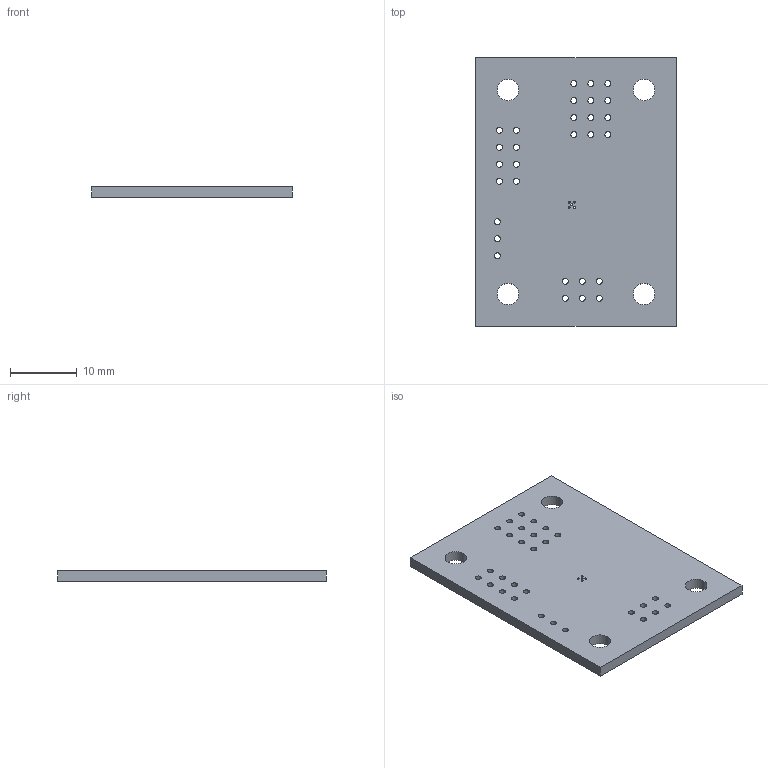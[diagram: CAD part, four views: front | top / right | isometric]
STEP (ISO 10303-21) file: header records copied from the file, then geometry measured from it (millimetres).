
FILE_DESCRIPTION(('KiCad electronic assembly'),'2;1');
FILE_NAME('TPS63060V01B.step','2022-07-20T12:46:50',('Pcbnew'),('Kicad') ,'Open CASCADE STEP processor 7.5','KiCad to STEP converter','Unknown' );
FILE_SCHEMA(('AUTOMOTIVE_DESIGN { 1 0 10303 214 1 1 1 1 }'));
Length unit declared in the file: millimetre
Products named in the file (2): TPS63060V01B 1; TPS63060V01B PCB
Assembly tree (1 placements, depth 2):
  TPS63060V01B 1
    TPS63060V01B PCB
Bounding box: 29.97 x 40.13 x 1.6 mm (x, y, z)
Volume: 1843.7 mm3; surface area: 2730.4 mm2
Topology: 1 solids, 1 shells, 44 faces, 126 edges, 84 vertices
Faces by surface type: cylinder 38, plane 6
Full cylindrical faces by diameter (mm): 0.3 x5, 0.889 x29, 3.2 x4
Entity records: 3323 total; most frequent: DIRECTION 546, CARTESIAN_POINT 508, ORIENTED_EDGE 252, PCURVE 252, DEFINITIONAL_REPRESENTATION 252, LINE 226, VECTOR 226, CIRCLE 152
